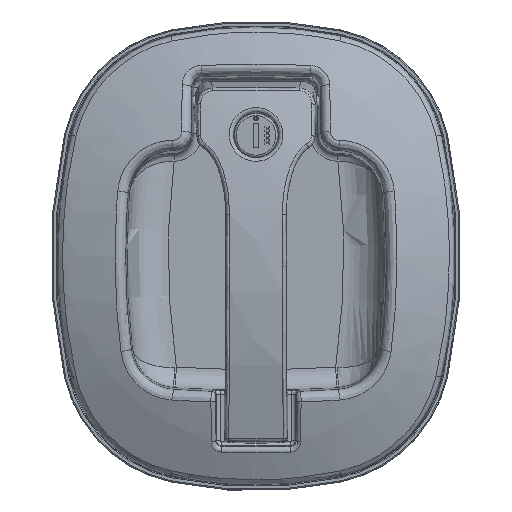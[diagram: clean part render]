
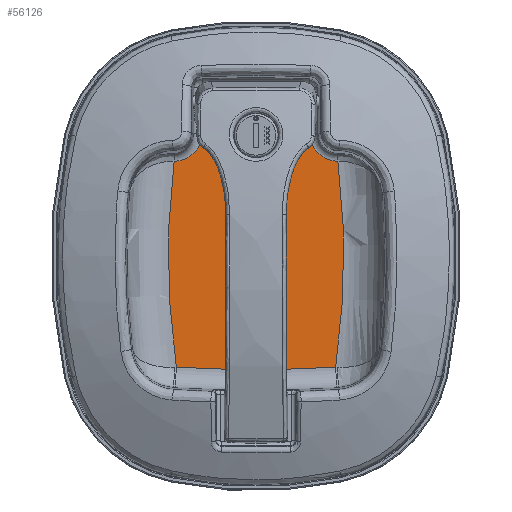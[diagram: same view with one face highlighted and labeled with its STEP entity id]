
A CAD part, top view. The second image highlights one B-rep face of the part: STEP entity #56126.
In plain terms, the highlighted planar face has unit normal (0, 0, 1).
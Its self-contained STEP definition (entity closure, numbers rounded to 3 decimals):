
#3797=FACE_BOUND('',#9027,.T.);
#4282=PLANE('',#59776);
#5734=FACE_OUTER_BOUND('',#9026,.T.);
#9026=EDGE_LOOP('',(#39737,#39738,#39739,#39740,#39741,#39742,#39743,#39744,
#39745,#39746));
#9027=EDGE_LOOP('',(#39747));
#12654=LINE('',#92079,#16134);
#12655=LINE('',#92087,#16135);
#16134=VECTOR('',#67764,0.394);
#16135=VECTOR('',#67771,0.394);
#18989=CIRCLE('',#59249,11.305);
#18996=CIRCLE('',#59260,11.305);
#19165=CIRCLE('',#59775,0.479);
#19166=CIRCLE('',#59777,19.602);
#19167=CIRCLE('',#59778,0.418);
#19168=CIRCLE('',#59779,0.013);
#19169=CIRCLE('',#59780,19.673);
#19170=CIRCLE('',#59781,0.013);
#19171=CIRCLE('',#59782,0.418);
#22386=VERTEX_POINT('',#84487);
#22387=VERTEX_POINT('',#84492);
#22409=VERTEX_POINT('',#84858);
#22410=VERTEX_POINT('',#84863);
#23274=VERTEX_POINT('',#92071);
#23275=VERTEX_POINT('',#92076);
#23276=VERTEX_POINT('',#92078);
#23277=VERTEX_POINT('',#92080);
#23278=VERTEX_POINT('',#92082);
#23279=VERTEX_POINT('',#92084);
#23280=VERTEX_POINT('',#92086);
#28002=EDGE_CURVE('',#22386,#22387,#18989,.T.);
#28033=EDGE_CURVE('',#22409,#22410,#18996,.T.);
#29390=EDGE_CURVE('',#23274,#23274,#19165,.T.);
#29391=EDGE_CURVE('',#22387,#22409,#19166,.T.);
#29392=EDGE_CURVE('',#23275,#22386,#19167,.T.);
#29393=EDGE_CURVE('',#23276,#23275,#12654,.T.);
#29394=EDGE_CURVE('',#23277,#23276,#19168,.T.);
#29395=EDGE_CURVE('',#23278,#23277,#19169,.T.);
#29396=EDGE_CURVE('',#23279,#23278,#19170,.T.);
#29397=EDGE_CURVE('',#23280,#23279,#12655,.T.);
#29398=EDGE_CURVE('',#22410,#23280,#19171,.T.);
#39737=ORIENTED_EDGE('',*,*,#29391,.F.);
#39738=ORIENTED_EDGE('',*,*,#28002,.F.);
#39739=ORIENTED_EDGE('',*,*,#29392,.F.);
#39740=ORIENTED_EDGE('',*,*,#29393,.F.);
#39741=ORIENTED_EDGE('',*,*,#29394,.F.);
#39742=ORIENTED_EDGE('',*,*,#29395,.F.);
#39743=ORIENTED_EDGE('',*,*,#29396,.F.);
#39744=ORIENTED_EDGE('',*,*,#29397,.F.);
#39745=ORIENTED_EDGE('',*,*,#29398,.F.);
#39746=ORIENTED_EDGE('',*,*,#28033,.F.);
#39747=ORIENTED_EDGE('',*,*,#29390,.F.);
#56126=ADVANCED_FACE('',(#5734,#3797),#4282,.T.);
#59249=AXIS2_PLACEMENT_3D('',#84493,#65883,#65884);
#59260=AXIS2_PLACEMENT_3D('',#84864,#65909,#65910);
#59775=AXIS2_PLACEMENT_3D('',#92073,#67756,#67757);
#59776=AXIS2_PLACEMENT_3D('',#92074,#67758,#67759);
#59777=AXIS2_PLACEMENT_3D('',#92075,#67760,#67761);
#59778=AXIS2_PLACEMENT_3D('',#92077,#67762,#67763);
#59779=AXIS2_PLACEMENT_3D('',#92081,#67765,#67766);
#59780=AXIS2_PLACEMENT_3D('',#92083,#67767,#67768);
#59781=AXIS2_PLACEMENT_3D('',#92085,#67769,#67770);
#59782=AXIS2_PLACEMENT_3D('',#92088,#67772,#67773);
#65883=DIRECTION('center_axis',(0.,0.,
-1.));
#65884=DIRECTION('ref_axis',(1.,-0.019,0.));
#65909=DIRECTION('center_axis',(0.,0.,
-1.));
#65910=DIRECTION('ref_axis',(-1.,-0.019,0.));
#67756=DIRECTION('center_axis',(0.,0.,
1.));
#67757=DIRECTION('ref_axis',(-1.,0.,0.));
#67758=DIRECTION('center_axis',(0.,0.,
1.));
#67759=DIRECTION('ref_axis',(1.,0.,0.));
#67760=DIRECTION('center_axis',(0.,0.,
-1.));
#67761=DIRECTION('ref_axis',(0.,-1.,0.));
#67762=DIRECTION('center_axis',(0.,0.,
1.));
#67763=DIRECTION('ref_axis',(-0.727,-0.687,0.));
#67764=DIRECTION('',(0.,-1.,0.));
#67765=DIRECTION('center_axis',(0.,0.,
-1.));
#67766=DIRECTION('ref_axis',(0.721,0.693,0.));
#67767=DIRECTION('center_axis',(0.,0.,
-1.));
#67768=DIRECTION('ref_axis',(0.,1.,0.));
#67769=DIRECTION('center_axis',(0.,0.,
-1.));
#67770=DIRECTION('ref_axis',(-0.721,0.693,0.));
#67771=DIRECTION('',(0.,1.,0.));
#67772=DIRECTION('center_axis',(0.,0.,
1.));
#67773=DIRECTION('ref_axis',(0.727,-0.687,0.));
#84487=CARTESIAN_POINT('',(1.23,1.423,-0.475));
#84492=CARTESIAN_POINT('',(1.196,-1.669,-0.475));
#84493=CARTESIAN_POINT('Origin',(-9.985,0.,
-0.475));
#84858=CARTESIAN_POINT('',(-1.196,-1.669,-0.475));
#84863=CARTESIAN_POINT('',(-1.23,1.423,-0.475));
#84864=CARTESIAN_POINT('Origin',(9.985,0.,
-0.475));
#92071=CARTESIAN_POINT('',(0.479,1.81,-0.475));
#92073=CARTESIAN_POINT('Origin',(0.,1.81,-0.475));
#92074=CARTESIAN_POINT('Origin',(0.,0.24,
-0.475));
#92075=CARTESIAN_POINT('Origin',(0.,17.896,-0.475));
#92076=CARTESIAN_POINT('',(0.813,1.841,-0.475));
#92077=CARTESIAN_POINT('Origin',(1.231,1.841,-0.475));
#92078=CARTESIAN_POINT('',(0.813,2.529,-0.475));
#92079=CARTESIAN_POINT('',(0.813,1.384,-0.475));
#92080=CARTESIAN_POINT('',(0.8,2.542,-0.475));
#92081=CARTESIAN_POINT('Origin',(0.8,2.529,-0.475));
#92082=CARTESIAN_POINT('',(-0.8,2.542,-0.475));
#92083=CARTESIAN_POINT('Origin',(0.,-17.115,-0.475));
#92084=CARTESIAN_POINT('',(-0.813,2.529,-0.475));
#92085=CARTESIAN_POINT('Origin',(-0.8,2.529,-0.475));
#92086=CARTESIAN_POINT('',(-0.813,1.841,-0.475));
#92087=CARTESIAN_POINT('',(-0.813,1.04,-0.475));
#92088=CARTESIAN_POINT('Origin',(-1.231,1.841,-0.475));
